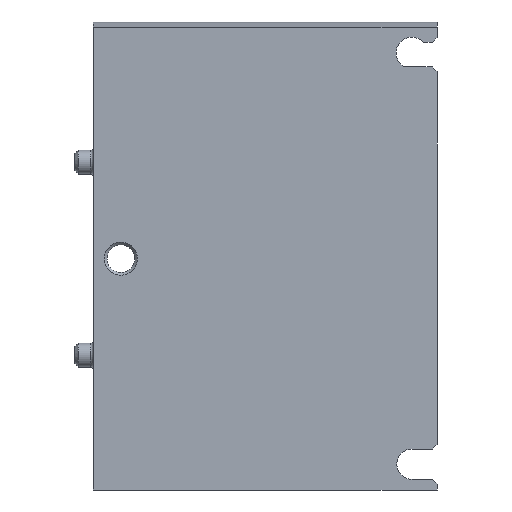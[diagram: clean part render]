
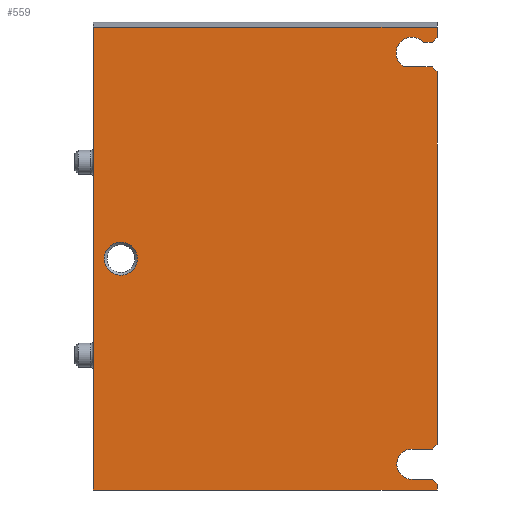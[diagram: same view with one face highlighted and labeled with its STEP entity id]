
A CAD part, left-side view. The second image highlights one B-rep face of the part: STEP entity #559.
In plain terms, the highlighted planar face has unit normal (-1, 0, 0).
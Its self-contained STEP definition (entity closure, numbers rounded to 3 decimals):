
#38=LINE('',#860,#80);
#39=LINE('',#863,#81);
#40=LINE('',#867,#82);
#41=LINE('',#869,#83);
#42=LINE('',#871,#84);
#43=LINE('',#873,#85);
#44=LINE('',#875,#86);
#45=LINE('',#879,#87);
#46=LINE('',#881,#88);
#47=LINE('',#883,#89);
#48=LINE('',#885,#90);
#49=LINE('',#887,#91);
#50=LINE('',#889,#92);
#51=LINE('',#891,#93);
#80=VECTOR('',#684,1000.);
#81=VECTOR('',#685,1000.);
#82=VECTOR('',#688,1000.);
#83=VECTOR('',#689,1000.);
#84=VECTOR('',#690,1000.);
#85=VECTOR('',#691,1000.);
#86=VECTOR('',#692,1000.);
#87=VECTOR('',#695,1000.);
#88=VECTOR('',#696,1000.);
#89=VECTOR('',#697,1000.);
#90=VECTOR('',#698,1000.);
#91=VECTOR('',#699,1000.);
#92=VECTOR('',#700,1000.);
#93=VECTOR('',#701,1000.);
#122=ORIENTED_EDGE('',*,*,#262,.F.);
#123=ORIENTED_EDGE('',*,*,#263,.T.);
#124=ORIENTED_EDGE('',*,*,#264,.T.);
#125=ORIENTED_EDGE('',*,*,#265,.T.);
#126=ORIENTED_EDGE('',*,*,#266,.T.);
#127=ORIENTED_EDGE('',*,*,#267,.T.);
#128=ORIENTED_EDGE('',*,*,#268,.T.);
#129=ORIENTED_EDGE('',*,*,#269,.T.);
#130=ORIENTED_EDGE('',*,*,#270,.T.);
#131=ORIENTED_EDGE('',*,*,#271,.T.);
#132=ORIENTED_EDGE('',*,*,#272,.T.);
#133=ORIENTED_EDGE('',*,*,#273,.T.);
#134=ORIENTED_EDGE('',*,*,#274,.T.);
#135=ORIENTED_EDGE('',*,*,#275,.F.);
#136=ORIENTED_EDGE('',*,*,#276,.F.);
#137=ORIENTED_EDGE('',*,*,#277,.T.);
#138=ORIENTED_EDGE('',*,*,#278,.T.);
#262=EDGE_CURVE('',#332,#332,#386,.T.);
#263=EDGE_CURVE('',#333,#334,#38,.T.);
#264=EDGE_CURVE('',#334,#335,#39,.T.);
#265=EDGE_CURVE('',#335,#336,#387,.T.);
#266=EDGE_CURVE('',#336,#337,#40,.T.);
#267=EDGE_CURVE('',#337,#338,#41,.T.);
#268=EDGE_CURVE('',#338,#339,#42,.T.);
#269=EDGE_CURVE('',#339,#340,#43,.T.);
#270=EDGE_CURVE('',#340,#341,#44,.T.);
#271=EDGE_CURVE('',#341,#342,#388,.T.);
#272=EDGE_CURVE('',#342,#343,#45,.T.);
#273=EDGE_CURVE('',#343,#344,#46,.T.);
#274=EDGE_CURVE('',#344,#345,#47,.T.);
#275=EDGE_CURVE('',#346,#345,#48,.T.);
#276=EDGE_CURVE('',#347,#346,#49,.T.);
#277=EDGE_CURVE('',#347,#348,#50,.T.);
#278=EDGE_CURVE('',#348,#333,#51,.T.);
#332=VERTEX_POINT('',#859);
#333=VERTEX_POINT('',#861);
#334=VERTEX_POINT('',#862);
#335=VERTEX_POINT('',#864);
#336=VERTEX_POINT('',#866);
#337=VERTEX_POINT('',#868);
#338=VERTEX_POINT('',#870);
#339=VERTEX_POINT('',#872);
#340=VERTEX_POINT('',#874);
#341=VERTEX_POINT('',#876);
#342=VERTEX_POINT('',#878);
#343=VERTEX_POINT('',#880);
#344=VERTEX_POINT('',#882);
#345=VERTEX_POINT('',#884);
#346=VERTEX_POINT('',#886);
#347=VERTEX_POINT('',#888);
#348=VERTEX_POINT('',#890);
#386=CIRCLE('',#612,2.5);
#387=CIRCLE('',#613,2.3);
#388=CIRCLE('',#614,2.4);
#414=EDGE_LOOP('',(#122));
#415=EDGE_LOOP('',(#123,#124,#125,#126,#127,#128,#129,#130,#131,#132,#133,
#134,#135,#136,#137,#138));
#476=FACE_BOUND('',#414,.T.);
#477=FACE_BOUND('',#415,.T.);
#538=PLANE('',#611);
#559=ADVANCED_FACE('',(#476,#477),#538,.F.);
#611=AXIS2_PLACEMENT_3D('',#857,#680,#681);
#612=AXIS2_PLACEMENT_3D('',#858,#682,#683);
#613=AXIS2_PLACEMENT_3D('',#865,#686,#687);
#614=AXIS2_PLACEMENT_3D('',#877,#693,#694);
#680=DIRECTION('',(1.,0.,0.));
#681=DIRECTION('',(0.,0.,-1.));
#682=DIRECTION('',(-1.,0.,0.));
#683=DIRECTION('',(0.,0.,1.));
#684=DIRECTION('',(0.,0.707,0.707));
#685=DIRECTION('',(0.,1.,0.));
#686=DIRECTION('',(1.,0.,0.));
#687=DIRECTION('',(0.,0.,-1.));
#688=DIRECTION('',(0.,-1.,0.));
#689=DIRECTION('',(0.,-0.707,0.707));
#690=DIRECTION('',(0.,0.,1.));
#691=DIRECTION('',(0.,0.707,0.707));
#692=DIRECTION('',(0.,1.,0.));
#693=DIRECTION('',(1.,0.,0.));
#694=DIRECTION('',(0.,0.,-1.));
#695=DIRECTION('',(0.,-1.,0.));
#696=DIRECTION('',(0.,-0.707,0.707));
#697=DIRECTION('',(0.,0.,1.));
#698=DIRECTION('',(0.,-1.,0.));
#699=DIRECTION('',(0.,0.,1.));
#700=DIRECTION('',(0.,-1.,0.));
#701=DIRECTION('',(0.,0.,1.));
#857=CARTESIAN_POINT('',(-5.,52.,-35.));
#858=CARTESIAN_POINT('',(-5.,47.85,0.));
#859=CARTESIAN_POINT('',(-5.,47.85,2.5));
#860=CARTESIAN_POINT('',(-5.,0.,-34.1));
#861=CARTESIAN_POINT('',(-5.,0.,-34.1));
#862=CARTESIAN_POINT('',(-5.,0.7,-33.4));
#863=CARTESIAN_POINT('',(-5.,0.7,-33.4));
#864=CARTESIAN_POINT('',(-5.,3.8,-33.4));
#865=CARTESIAN_POINT('',(-5.,3.8,-31.1));
#866=CARTESIAN_POINT('',(-5.,3.8,-28.8));
#867=CARTESIAN_POINT('',(-5.,3.8,-28.8));
#868=CARTESIAN_POINT('',(-5.,0.7,-28.8));
#869=CARTESIAN_POINT('',(-5.,0.7,-28.8));
#870=CARTESIAN_POINT('',(-5.,0.,-28.1));
#871=CARTESIAN_POINT('',(-5.,0.,-35.));
#872=CARTESIAN_POINT('',(-5.,0.,28.25));
#873=CARTESIAN_POINT('',(-5.,0.,28.25));
#874=CARTESIAN_POINT('',(-5.,0.75,29.));
#875=CARTESIAN_POINT('',(-5.,0.75,29.));
#876=CARTESIAN_POINT('',(-5.,4.962,29.));
#877=CARTESIAN_POINT('',(-5.,3.8,31.1));
#878=CARTESIAN_POINT('',(-5.,2.011,32.7));
#879=CARTESIAN_POINT('',(-5.,2.011,32.7));
#880=CARTESIAN_POINT('',(-5.,0.75,32.7));
#881=CARTESIAN_POINT('',(-5.,0.75,32.7));
#882=CARTESIAN_POINT('',(-5.,0.,33.45));
#883=CARTESIAN_POINT('',(-5.,0.,-35.));
#884=CARTESIAN_POINT('',(-5.,0.,35.024));
#885=CARTESIAN_POINT('',(-5.,52.,35.024));
#886=CARTESIAN_POINT('',(-5.,52.,35.024));
#887=CARTESIAN_POINT('',(-5.,52.,-35.));
#888=CARTESIAN_POINT('',(-5.,52.,-35.));
#889=CARTESIAN_POINT('',(-5.,52.,-35.));
#890=CARTESIAN_POINT('',(-5.,0.,-35.));
#891=CARTESIAN_POINT('',(-5.,0.,-35.));
